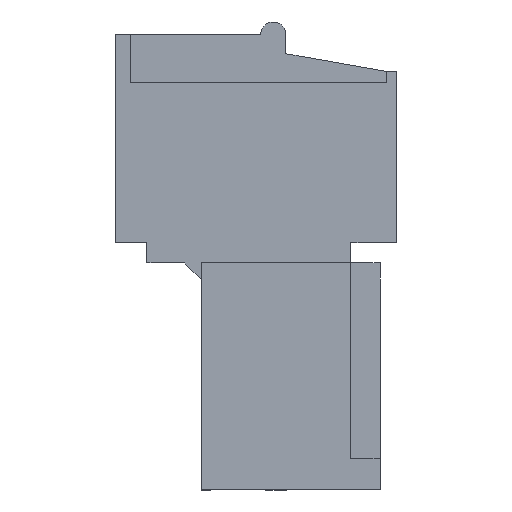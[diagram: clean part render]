
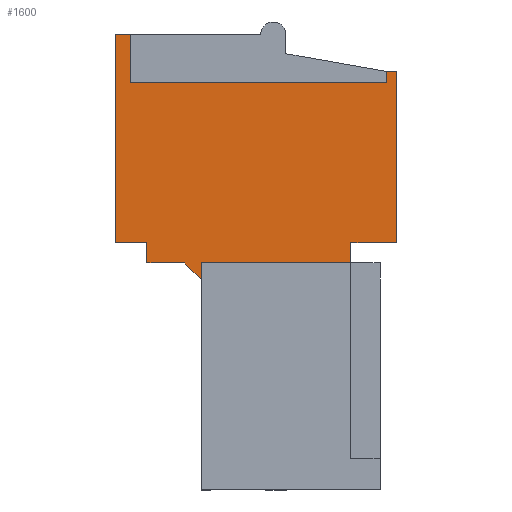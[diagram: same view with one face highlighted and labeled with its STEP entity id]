
A CAD part, left-side view. The second image highlights one B-rep face of the part: STEP entity #1600.
In plain terms, the highlighted planar face has unit normal (-1, 0, 0).
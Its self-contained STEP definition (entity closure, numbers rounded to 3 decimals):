
#34=AXIS2_PLACEMENT_3D('Plane Axis2P3D',#31,#32,#33) ;
#31=CARTESIAN_POINT('Axis2P3D Location',(4.8,4.76,6.6)) ;
#40=CARTESIAN_POINT('Vertex',(4.8,1.81,8.95)) ;
#290=CARTESIAN_POINT('Vertex',(4.8,7.71,8.95)) ;
#298=CARTESIAN_POINT('Line Origine',(4.8,4.76,8.95)) ;
#1418=CARTESIAN_POINT('Vertex',(4.8,1.81,9.75)) ;
#1421=CARTESIAN_POINT('Line Origine',(4.8,1.81,9.35)) ;
#1463=CARTESIAN_POINT('Vertex',(4.8,7.71,8.3)) ;
#1485=CARTESIAN_POINT('Line Origine',(4.8,7.71,8.625)) ;
#1501=CARTESIAN_POINT('Line Origine',(4.8,0.905,9.75)) ;
#1505=CARTESIAN_POINT('Vertex',(4.8,0.,9.75)) ;
#1508=CARTESIAN_POINT('Line Origine',(4.8,0.,13.125)) ;
#1512=CARTESIAN_POINT('Vertex',(4.8,0.,16.5)) ;
#1515=CARTESIAN_POINT('Line Origine',(4.8,0.2,16.5)) ;
#1519=CARTESIAN_POINT('Vertex',(4.8,0.4,16.5)) ;
#1522=CARTESIAN_POINT('Line Origine',(4.8,0.4,16.275)) ;
#1526=CARTESIAN_POINT('Vertex',(4.8,0.4,16.05)) ;
#1529=CARTESIAN_POINT('Line Origine',(4.8,5.45,16.05)) ;
#1533=CARTESIAN_POINT('Vertex',(4.8,10.5,16.05)) ;
#1536=CARTESIAN_POINT('Line Origine',(4.8,10.5,17.)) ;
#1540=CARTESIAN_POINT('Vertex',(4.8,10.5,17.95)) ;
#1543=CARTESIAN_POINT('Line Origine',(4.8,10.8,17.95)) ;
#1547=CARTESIAN_POINT('Vertex',(4.8,11.1,17.95)) ;
#1550=CARTESIAN_POINT('Line Origine',(4.8,11.1,13.85)) ;
#1554=CARTESIAN_POINT('Vertex',(4.8,11.1,9.75)) ;
#1557=CARTESIAN_POINT('Line Origine',(4.8,10.475,9.75)) ;
#1561=CARTESIAN_POINT('Vertex',(4.8,9.85,9.75)) ;
#1564=CARTESIAN_POINT('Line Origine',(4.8,9.85,9.35)) ;
#1568=CARTESIAN_POINT('Vertex',(4.8,9.85,8.95)) ;
#1571=CARTESIAN_POINT('Line Origine',(4.8,9.105,8.95)) ;
#1575=CARTESIAN_POINT('Vertex',(4.8,8.36,8.95)) ;
#1578=CARTESIAN_POINT('Line Origine',(4.8,8.035,8.625)) ;
#32=DIRECTION('Axis2P3D Direction',(1.,0.,0.)) ;
#33=DIRECTION('Axis2P3D XDirection',(0.,-1.,0.)) ;
#299=DIRECTION('Vector Direction',(0.,-1.,0.)) ;
#1422=DIRECTION('Vector Direction',(0.,0.,-1.)) ;
#1486=DIRECTION('Vector Direction',(0.,0.,1.)) ;
#1502=DIRECTION('Vector Direction',(0.,1.,0.)) ;
#1509=DIRECTION('Vector Direction',(0.,0.,-1.)) ;
#1516=DIRECTION('Vector Direction',(0.,-1.,0.)) ;
#1523=DIRECTION('Vector Direction',(0.,0.,-1.)) ;
#1530=DIRECTION('Vector Direction',(0.,1.,0.)) ;
#1537=DIRECTION('Vector Direction',(0.,0.,-1.)) ;
#1544=DIRECTION('Vector Direction',(0.,1.,0.)) ;
#1551=DIRECTION('Vector Direction',(0.,0.,1.)) ;
#1558=DIRECTION('Vector Direction',(0.,1.,0.)) ;
#1565=DIRECTION('Vector Direction',(0.,0.,1.)) ;
#1572=DIRECTION('Vector Direction',(0.,-1.,0.)) ;
#1579=DIRECTION('Vector Direction',(0.,0.707,0.707)) ;
#300=VECTOR('Line Direction',#299,1.) ;
#1423=VECTOR('Line Direction',#1422,1.) ;
#1487=VECTOR('Line Direction',#1486,1.) ;
#1503=VECTOR('Line Direction',#1502,1.) ;
#1510=VECTOR('Line Direction',#1509,1.) ;
#1517=VECTOR('Line Direction',#1516,1.) ;
#1524=VECTOR('Line Direction',#1523,1.) ;
#1531=VECTOR('Line Direction',#1530,1.) ;
#1538=VECTOR('Line Direction',#1537,1.) ;
#1545=VECTOR('Line Direction',#1544,1.) ;
#1552=VECTOR('Line Direction',#1551,1.) ;
#1559=VECTOR('Line Direction',#1558,1.) ;
#1566=VECTOR('Line Direction',#1565,1.) ;
#1573=VECTOR('Line Direction',#1572,1.) ;
#1580=VECTOR('Line Direction',#1579,1.) ;
#1584=ORIENTED_EDGE('',*,*,#1489,.T.) ;
#1585=ORIENTED_EDGE('',*,*,#302,.T.) ;
#1586=ORIENTED_EDGE('',*,*,#1425,.F.) ;
#1587=ORIENTED_EDGE('',*,*,#1507,.F.) ;
#1588=ORIENTED_EDGE('',*,*,#1514,.F.) ;
#1589=ORIENTED_EDGE('',*,*,#1521,.F.) ;
#1590=ORIENTED_EDGE('',*,*,#1528,.T.) ;
#1591=ORIENTED_EDGE('',*,*,#1535,.T.) ;
#1592=ORIENTED_EDGE('',*,*,#1542,.F.) ;
#1593=ORIENTED_EDGE('',*,*,#1549,.T.) ;
#1594=ORIENTED_EDGE('',*,*,#1556,.F.) ;
#1595=ORIENTED_EDGE('',*,*,#1563,.F.) ;
#1596=ORIENTED_EDGE('',*,*,#1570,.F.) ;
#1597=ORIENTED_EDGE('',*,*,#1577,.T.) ;
#1598=ORIENTED_EDGE('',*,*,#1582,.F.) ;
#1600=ADVANCED_FACE('HOUSING',(#1599),#35,.F.) ;
#302=EDGE_CURVE('',#291,#41,#301,.T.) ;
#1425=EDGE_CURVE('',#1419,#41,#1424,.T.) ;
#1489=EDGE_CURVE('',#1464,#291,#1488,.T.) ;
#1507=EDGE_CURVE('',#1506,#1419,#1504,.T.) ;
#1514=EDGE_CURVE('',#1513,#1506,#1511,.T.) ;
#1521=EDGE_CURVE('',#1520,#1513,#1518,.T.) ;
#1528=EDGE_CURVE('',#1520,#1527,#1525,.T.) ;
#1535=EDGE_CURVE('',#1527,#1534,#1532,.T.) ;
#1542=EDGE_CURVE('',#1541,#1534,#1539,.T.) ;
#1549=EDGE_CURVE('',#1541,#1548,#1546,.T.) ;
#1556=EDGE_CURVE('',#1555,#1548,#1553,.T.) ;
#1563=EDGE_CURVE('',#1562,#1555,#1560,.T.) ;
#1570=EDGE_CURVE('',#1569,#1562,#1567,.T.) ;
#1577=EDGE_CURVE('',#1569,#1576,#1574,.T.) ;
#1582=EDGE_CURVE('',#1464,#1576,#1581,.T.) ;
#1583=EDGE_LOOP('',(#1584,#1585,#1586,#1587,#1588,#1589,#1590,#1591,#1592,#1593,#1594,#1595,#1596,#1597,#1598)) ;
#1599=FACE_OUTER_BOUND('',#1583,.T.) ;
#301=LINE('Line',#298,#300) ;
#1424=LINE('Line',#1421,#1423) ;
#1488=LINE('Line',#1485,#1487) ;
#1504=LINE('Line',#1501,#1503) ;
#1511=LINE('Line',#1508,#1510) ;
#1518=LINE('Line',#1515,#1517) ;
#1525=LINE('Line',#1522,#1524) ;
#1532=LINE('Line',#1529,#1531) ;
#1539=LINE('Line',#1536,#1538) ;
#1546=LINE('Line',#1543,#1545) ;
#1553=LINE('Line',#1550,#1552) ;
#1560=LINE('Line',#1557,#1559) ;
#1567=LINE('Line',#1564,#1566) ;
#1574=LINE('Line',#1571,#1573) ;
#1581=LINE('Line',#1578,#1580) ;
#35=PLANE('',#34) ;
#41=VERTEX_POINT('',#40) ;
#291=VERTEX_POINT('',#290) ;
#1419=VERTEX_POINT('',#1418) ;
#1464=VERTEX_POINT('',#1463) ;
#1506=VERTEX_POINT('',#1505) ;
#1513=VERTEX_POINT('',#1512) ;
#1520=VERTEX_POINT('',#1519) ;
#1527=VERTEX_POINT('',#1526) ;
#1534=VERTEX_POINT('',#1533) ;
#1541=VERTEX_POINT('',#1540) ;
#1548=VERTEX_POINT('',#1547) ;
#1555=VERTEX_POINT('',#1554) ;
#1562=VERTEX_POINT('',#1561) ;
#1569=VERTEX_POINT('',#1568) ;
#1576=VERTEX_POINT('',#1575) ;
